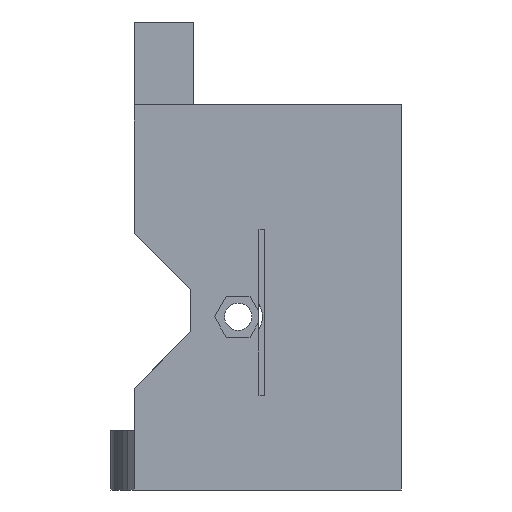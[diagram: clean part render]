
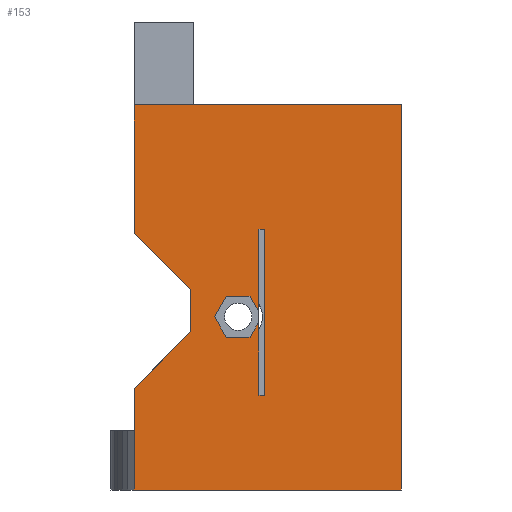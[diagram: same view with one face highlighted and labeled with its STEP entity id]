
A CAD part, left-side view. The second image highlights one B-rep face of the part: STEP entity #153.
In plain terms, the highlighted planar face has unit normal (-1, 0, 0).
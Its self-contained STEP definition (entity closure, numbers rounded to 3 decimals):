
#121=FACE_BOUND('',#1717,.T.);
#122=FACE_BOUND('',#1718,.T.);
#153=ADVANCED_FACE('',(#121,#122),#679,.F.);
#679=PLANE('',#11607);
#1717=EDGE_LOOP('',(#2398,#2399,#2400,#2401,#2402,#2403,#2404,#2405));
#1718=EDGE_LOOP('',(#2406,#2407,#2408,#2409,#2410,#2411,#2412,#2413,#2414,
#2415,#2416));
#2398=ORIENTED_EDGE('',*,*,#6805,.F.);
#2399=ORIENTED_EDGE('',*,*,#6806,.T.);
#2400=ORIENTED_EDGE('',*,*,#6770,.T.);
#2401=ORIENTED_EDGE('',*,*,#6686,.F.);
#2402=ORIENTED_EDGE('',*,*,#6728,.F.);
#2403=ORIENTED_EDGE('',*,*,#6807,.F.);
#2404=ORIENTED_EDGE('',*,*,#6808,.F.);
#2405=ORIENTED_EDGE('',*,*,#6809,.T.);
#2406=ORIENTED_EDGE('',*,*,#6810,.T.);
#2407=ORIENTED_EDGE('',*,*,#6811,.T.);
#2408=ORIENTED_EDGE('',*,*,#6812,.T.);
#2409=ORIENTED_EDGE('',*,*,#6813,.F.);
#2410=ORIENTED_EDGE('',*,*,#6814,.F.);
#2411=ORIENTED_EDGE('',*,*,#6815,.T.);
#2412=ORIENTED_EDGE('',*,*,#6816,.T.);
#2413=ORIENTED_EDGE('',*,*,#6817,.T.);
#2414=ORIENTED_EDGE('',*,*,#6818,.T.);
#2415=ORIENTED_EDGE('',*,*,#6819,.T.);
#2416=ORIENTED_EDGE('',*,*,#6820,.T.);
#5556=VERTEX_POINT('',#14854);
#5557=VERTEX_POINT('',#14856);
#5596=VERTEX_POINT('',#14938);
#5638=VERTEX_POINT('',#15024);
#5671=VERTEX_POINT('',#15094);
#5672=VERTEX_POINT('',#15095);
#5673=VERTEX_POINT('',#15098);
#5674=VERTEX_POINT('',#15100);
#5675=VERTEX_POINT('',#15103);
#5676=VERTEX_POINT('',#15104);
#5677=VERTEX_POINT('',#15106);
#5678=VERTEX_POINT('',#15108);
#5679=VERTEX_POINT('',#15110);
#5680=VERTEX_POINT('',#15112);
#5681=VERTEX_POINT('',#15114);
#5682=VERTEX_POINT('',#15116);
#5683=VERTEX_POINT('',#15118);
#5684=VERTEX_POINT('',#15120);
#5685=VERTEX_POINT('',#15122);
#6686=EDGE_CURVE('',#5556,#5557,#8336,.T.);
#6728=EDGE_CURVE('',#5596,#5556,#8378,.T.);
#6770=EDGE_CURVE('',#5638,#5557,#8420,.T.);
#6805=EDGE_CURVE('',#5671,#5672,#8455,.T.);
#6806=EDGE_CURVE('',#5671,#5638,#8456,.T.);
#6807=EDGE_CURVE('',#5673,#5596,#8457,.T.);
#6808=EDGE_CURVE('',#5674,#5673,#8458,.T.);
#6809=EDGE_CURVE('',#5674,#5672,#8459,.T.);
#6810=EDGE_CURVE('',#5675,#5676,#8460,.T.);
#6811=EDGE_CURVE('',#5676,#5677,#8461,.T.);
#6812=EDGE_CURVE('',#5677,#5678,#8462,.T.);
#6813=EDGE_CURVE('',#5679,#5678,#8463,.T.);
#6814=EDGE_CURVE('',#5680,#5679,#8464,.T.);
#6815=EDGE_CURVE('',#5680,#5681,#8465,.T.);
#6816=EDGE_CURVE('',#5681,#5682,#8466,.T.);
#6817=EDGE_CURVE('',#5682,#5683,#8467,.T.);
#6818=EDGE_CURVE('',#5683,#5684,#8468,.T.);
#6819=EDGE_CURVE('',#5684,#5685,#8469,.T.);
#6820=EDGE_CURVE('',#5685,#5675,#8470,.T.);
#8336=LINE('',#14855,#9974);
#8378=LINE('',#14939,#10016);
#8420=LINE('',#15023,#10058);
#8455=LINE('',#15093,#10093);
#8456=LINE('',#15096,#10094);
#8457=LINE('',#15097,#10095);
#8458=LINE('',#15099,#10096);
#8459=LINE('',#15101,#10097);
#8460=LINE('',#15102,#10098);
#8461=LINE('',#15105,#10099);
#8462=LINE('',#15107,#10100);
#8463=LINE('',#15109,#10101);
#8464=LINE('',#15111,#10102);
#8465=LINE('',#15113,#10103);
#8466=LINE('',#15115,#10104);
#8467=LINE('',#15117,#10105);
#8468=LINE('',#15119,#10106);
#8469=LINE('',#15121,#10107);
#8470=LINE('',#15123,#10108);
#9974=VECTOR('',#12153,1.);
#10016=VECTOR('',#12199,1.);
#10058=VECTOR('',#12243,1.);
#10093=VECTOR('',#12282,1.);
#10094=VECTOR('',#12283,1.);
#10095=VECTOR('',#12284,1.);
#10096=VECTOR('',#12285,1.);
#10097=VECTOR('',#12286,1.);
#10098=VECTOR('',#12287,1.);
#10099=VECTOR('',#12288,1.);
#10100=VECTOR('',#12289,1.);
#10101=VECTOR('',#12290,1.);
#10102=VECTOR('',#12291,1.);
#10103=VECTOR('',#12292,1.);
#10104=VECTOR('',#12293,1.);
#10105=VECTOR('',#12294,1.);
#10106=VECTOR('',#12295,1.);
#10107=VECTOR('',#12296,1.);
#10108=VECTOR('',#12297,1.);
#11607=AXIS2_PLACEMENT_3D('',#15124,#12298,#12299);
#12153=DIRECTION('',(0.,-1.,0.));
#12199=DIRECTION('',(0.,0.,1.));
#12243=DIRECTION('',(0.,0.,1.));
#12282=DIRECTION('',(0.,0.,1.));
#12283=DIRECTION('',(0.,-1.,0.));
#12284=DIRECTION('',(0.,0.707,0.707));
#12285=DIRECTION('',(0.,0.,1.));
#12286=DIRECTION('',(0.,0.707,-0.707));
#12287=DIRECTION('',(0.,-1.,0.));
#12288=DIRECTION('',(0.,-0.5,-0.866));
#12289=DIRECTION('',(0.,0.,1.));
#12290=DIRECTION('',(0.,1.,0.));
#12291=DIRECTION('',(0.,0.,1.));
#12292=DIRECTION('',(0.,1.,0.));
#12293=DIRECTION('',(0.,0.,1.));
#12294=DIRECTION('',(0.,0.5,-0.866));
#12295=DIRECTION('',(0.,1.,0.));
#12296=DIRECTION('',(0.,0.5,0.866));
#12297=DIRECTION('',(0.,-0.5,0.866));
#12298=DIRECTION('',(1.,0.,0.));
#12299=DIRECTION('',(0.,0.,1.));
#14854=CARTESIAN_POINT('',(-23.5,32.5,65.));
#14855=CARTESIAN_POINT('',(-23.5,32.5,65.));
#14856=CARTESIAN_POINT('',(-23.5,-12.5,65.));
#14938=CARTESIAN_POINT('',(-23.5,32.5,43.306));
#14939=CARTESIAN_POINT('',(-23.5,32.5,0.));
#15023=CARTESIAN_POINT('',(-23.5,-12.5,0.));
#15024=CARTESIAN_POINT('',(-23.5,-12.5,0.));
#15093=CARTESIAN_POINT('',(-23.5,32.5,0.));
#15094=CARTESIAN_POINT('',(-23.5,32.5,0.));
#15095=CARTESIAN_POINT('',(-23.5,32.5,17.194));
#15096=CARTESIAN_POINT('',(-23.5,32.5,0.));
#15097=CARTESIAN_POINT('',(-23.5,15.145,25.952));
#15098=CARTESIAN_POINT('',(-23.5,23.,33.806));
#15099=CARTESIAN_POINT('',(-23.5,23.,13.125));
#15100=CARTESIAN_POINT('',(-23.5,23.,26.694));
#15101=CARTESIAN_POINT('',(-23.5,38.048,11.645));
#15102=CARTESIAN_POINT('',(-23.5,24.75,32.714));
#15103=CARTESIAN_POINT('',(-23.5,17.,32.714));
#15104=CARTESIAN_POINT('',(-23.5,13.,32.714));
#15105=CARTESIAN_POINT('',(-23.5,8.355,24.668));
#15106=CARTESIAN_POINT('',(-23.5,11.5,30.116));
#15107=CARTESIAN_POINT('',(-23.5,11.5,8.));
#15108=CARTESIAN_POINT('',(-23.5,11.5,44.));
#15109=CARTESIAN_POINT('',(-23.5,22.,44.));
#15110=CARTESIAN_POINT('',(-23.5,10.5,44.));
#15111=CARTESIAN_POINT('',(-23.5,10.5,8.));
#15112=CARTESIAN_POINT('',(-23.5,10.5,16.));
#15113=CARTESIAN_POINT('',(-23.5,22.,16.));
#15114=CARTESIAN_POINT('',(-23.5,11.5,16.));
#15115=CARTESIAN_POINT('',(-23.5,11.5,8.));
#15116=CARTESIAN_POINT('',(-23.5,11.5,28.384));
#15117=CARTESIAN_POINT('',(-23.5,20.02,13.626));
#15118=CARTESIAN_POINT('',(-23.5,13.,25.786));
#15119=CARTESIAN_POINT('',(-23.5,22.75,25.786));
#15120=CARTESIAN_POINT('',(-23.5,17.,25.786));
#15121=CARTESIAN_POINT('',(-23.5,13.355,19.472));
#15122=CARTESIAN_POINT('',(-23.5,19.,29.25));
#15123=CARTESIAN_POINT('',(-23.5,27.02,15.358));
#15124=CARTESIAN_POINT('',(-23.5,32.5,0.));
